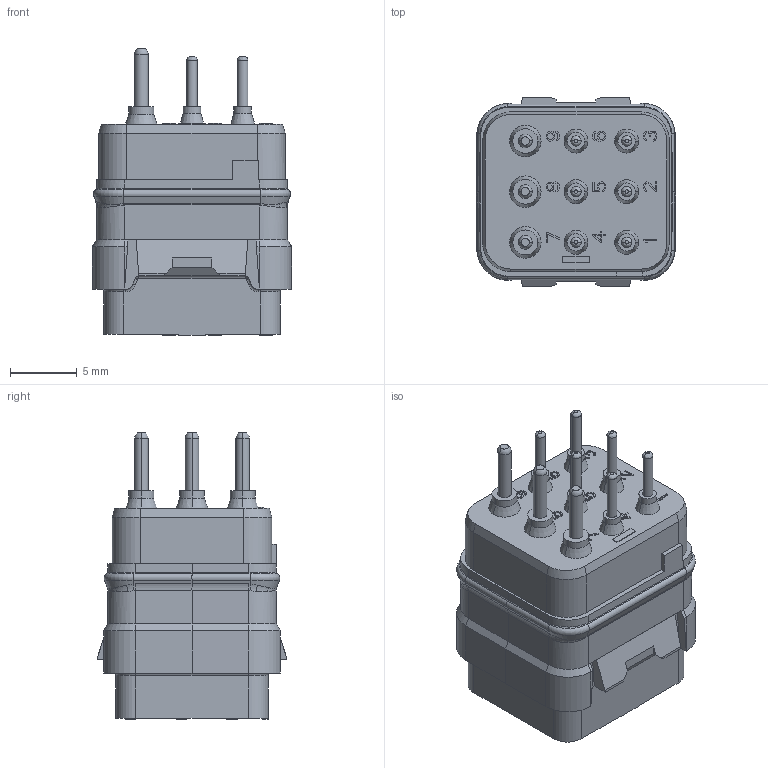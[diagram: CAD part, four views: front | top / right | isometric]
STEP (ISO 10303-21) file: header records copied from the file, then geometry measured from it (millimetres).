
FILE_DESCRIPTION((''),'2;1');
FILE_NAME('SIME0936PNC','2020-01-23T',('presta_be4'),(''),'CREO PARAMETRIC BY PTC INC, 2018360','CREO PARAMETRIC BY PTC INC, 2018360','');
FILE_SCHEMA(('CONFIG_CONTROL_DESIGN'));
Products named in the file (1): SIME0936PNC
Bounding box: 15 x 14.2 x 21.51 mm (x, y, z)
Volume: 2463.1 mm3; surface area: 2805.8 mm2
Topology: 1 solids, 2 shells, 2059 faces, 5299 edges, 3257 vertices
Faces by surface type: plane 1039, cylinder 403, cone 286, torus 222, bspline 103, sphere 6
Entity records: 67766 total; most frequent: CARTESIAN_POINT 17395, DIRECTION 10611, ORIENTED_EDGE 10562, EDGE_CURVE 5281, AXIS2_PLACEMENT_3D 3707, VERTEX_POINT 3257, VECTOR 3197, LINE 3197
